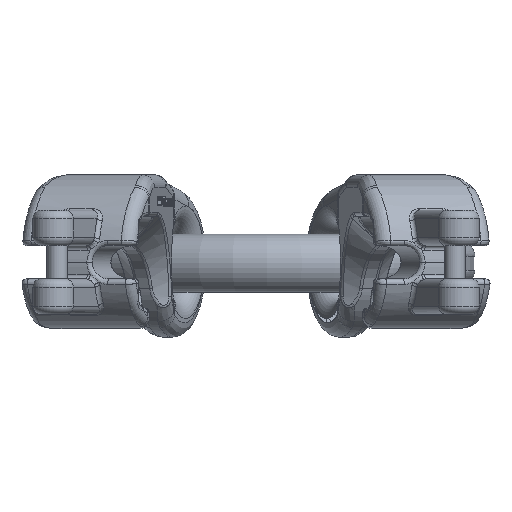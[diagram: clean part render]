
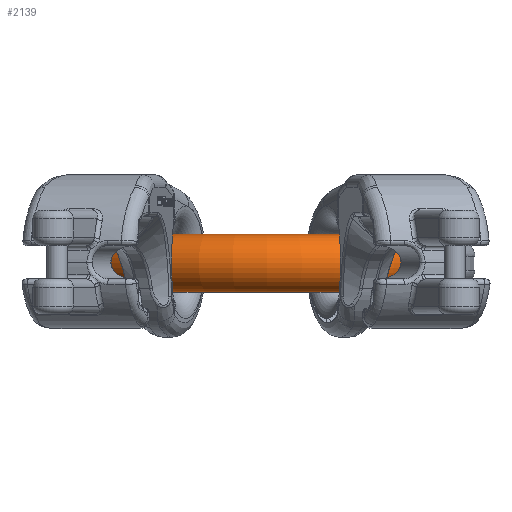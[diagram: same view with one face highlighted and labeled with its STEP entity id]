
A CAD part, front view. The second image highlights one B-rep face of the part: STEP entity #2139.
In plain terms, the highlighted toroidal (fillet/blend) face has major radius 42 mm and minor radius 7 mm.
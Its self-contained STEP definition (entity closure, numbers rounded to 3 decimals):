
#1734=TOROIDAL_SURFACE('',#18796,42.,7.);
#2139=ADVANCED_FACE('',(#4105,#4106),#1734,.T.);
#3606=CIRCLE('',#18792,7.);
#3608=CIRCLE('',#18795,7.);
#4105=FACE_BOUND('',#4215,.T.);
#4106=FACE_BOUND('',#4216,.T.);
#4215=EDGE_LOOP('',(#6693));
#4216=EDGE_LOOP('',(#6694));
#6693=ORIENTED_EDGE('',*,*,#13809,.T.);
#6694=ORIENTED_EDGE('',*,*,#13807,.F.);
#12113=VERTEX_POINT('',#24531);
#12115=VERTEX_POINT('',#24536);
#13807=EDGE_CURVE('',#12113,#12113,#3606,.T.);
#13809=EDGE_CURVE('',#12115,#12115,#3608,.T.);
#18792=AXIS2_PLACEMENT_3D('',#24530,#20173,#20174);
#18795=AXIS2_PLACEMENT_3D('',#24535,#20179,#20180);
#18796=AXIS2_PLACEMENT_3D('',#24537,#20181,#20182);
#20173=DIRECTION('',(0.,1.,0.));
#20174=DIRECTION('',(1.,0.,0.));
#20179=DIRECTION('',(0.,-1.,0.));
#20180=DIRECTION('',(-1.,0.,0.));
#20181=DIRECTION('',(0.,0.,-1.));
#20182=DIRECTION('',(-1.,0.,0.));
#24530=CARTESIAN_POINT('',(-42.173,-18.5,0.));
#24531=CARTESIAN_POINT('',(-35.173,-18.5,0.));
#24535=CARTESIAN_POINT('',(41.827,-18.5,0.));
#24536=CARTESIAN_POINT('',(34.827,-18.5,0.));
#24537=CARTESIAN_POINT('',(-0.173,-18.5,0.));
